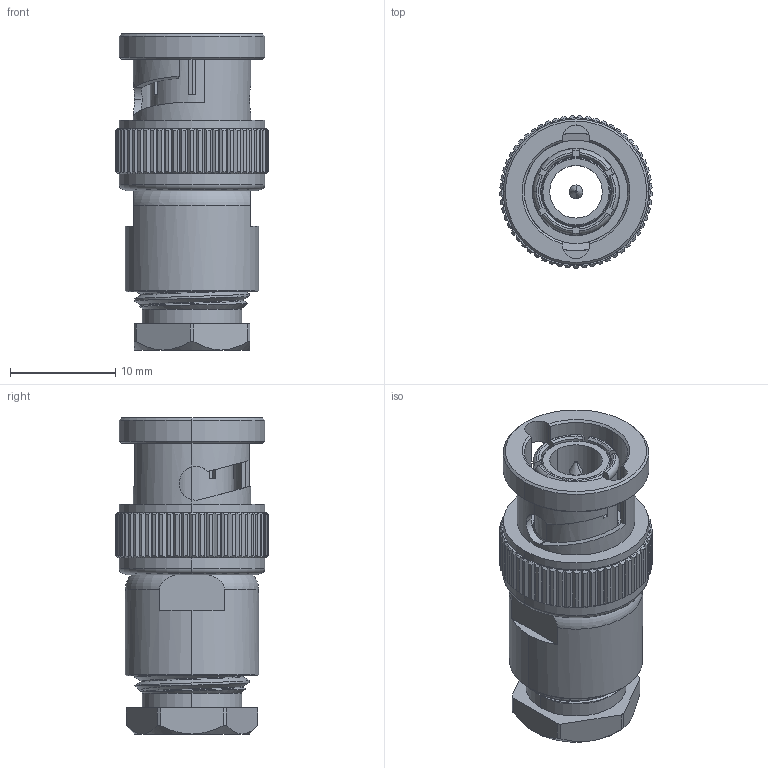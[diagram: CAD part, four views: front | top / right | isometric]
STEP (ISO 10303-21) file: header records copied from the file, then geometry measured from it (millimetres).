
FILE_DESCRIPTION (( 'STEP AP214' ), '1' );
FILE_NAME ('10-001-A3-AH.STEP', '2024-03-25T16:11:20', ( '' ), ( '' ), 'SwSTEP 2.0', 'SolidWorks 2023', '' );
FILE_SCHEMA (( 'AUTOMOTIVE_DESIGN' ));
Length unit declared in the file: millimetre
Products named in the file (1): 10-001-A3-AH
Bounding box: 14.48 x 14.48 x 30.05 mm (x, y, z)
Surface area: 2931.5 mm2 (no closed solid volume)
Topology: 0 solids, 8 shells, 442 faces, 1310 edges, 866 vertices
Faces by surface type: plane 164, cone 154, cylinder 108, torus 11, bspline 5
Entity records: 16816 total; most frequent: CARTESIAN_POINT 5347, ORIENTED_EDGE 2541, DIRECTION 2251, EDGE_CURVE 1310, VERTEX_POINT 866, AXIS2_PLACEMENT_3D 840, LINE 571, VECTOR 571
